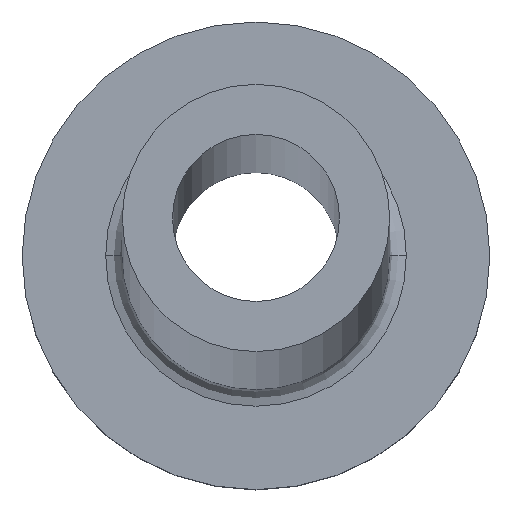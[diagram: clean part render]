
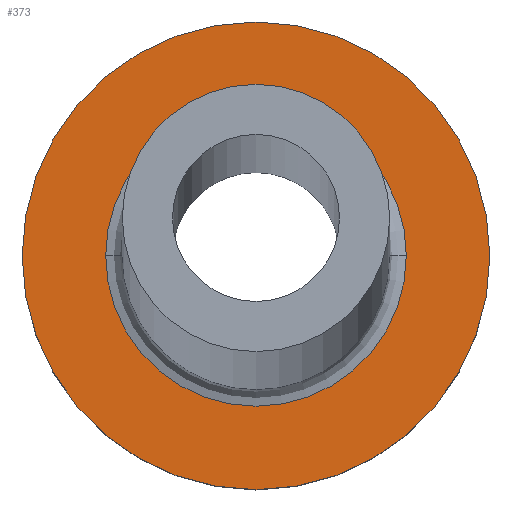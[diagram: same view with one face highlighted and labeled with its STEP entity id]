
A CAD part, top view. The second image highlights one B-rep face of the part: STEP entity #373.
In plain terms, the highlighted planar face has unit normal (0, 0, 1).
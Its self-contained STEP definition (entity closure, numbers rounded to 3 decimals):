
#1 = AXIS2_PLACEMENT_3D ( 'NONE', #103, #326, #49 ) ;
#15 = PLANE ( 'NONE',  #38 ) ;
#21 = VERTEX_POINT ( 'NONE', #263 ) ;
#38 = AXIS2_PLACEMENT_3D ( 'NONE', #247, #303, #364 ) ;
#49 = DIRECTION ( 'NONE',  ( 1., 0., 0. ) ) ;
#81 = ORIENTED_EDGE ( 'NONE', *, *, #201, .T. ) ;
#92 = EDGE_LOOP ( 'NONE', ( #81, #333 ) ) ;
#98 = EDGE_CURVE ( 'NONE', #344, #245, #179, .T. ) ;
#103 = CARTESIAN_POINT ( 'NONE',  ( 0., 0., 5. ) ) ;
#105 = FACE_BOUND ( 'NONE', #126, .T. ) ;
#121 = CIRCLE ( 'NONE', #1, 4.5 ) ;
#126 = EDGE_LOOP ( 'NONE', ( #295, #154 ) ) ;
#130 = CARTESIAN_POINT ( 'NONE',  ( -7., 0., 5. ) ) ;
#135 = CARTESIAN_POINT ( 'NONE',  ( 0., 0., 5. ) ) ;
#137 = DIRECTION ( 'NONE',  ( 1., 0., 0. ) ) ;
#154 = ORIENTED_EDGE ( 'NONE', *, *, #369, .T. ) ;
#155 = DIRECTION ( 'NONE',  ( 1., 0., 0. ) ) ;
#157 = CARTESIAN_POINT ( 'NONE',  ( 0., 0., 5. ) ) ;
#163 = DIRECTION ( 'NONE',  ( 0., 0., 1. ) ) ;
#179 = CIRCLE ( 'NONE', #269, 4.5 ) ;
#199 = AXIS2_PLACEMENT_3D ( 'NONE', #135, #334, #273 ) ;
#201 = EDGE_CURVE ( 'NONE', #248, #21, #241, .T. ) ;
#208 = EDGE_CURVE ( 'NONE', #21, #248, #225, .T. ) ;
#225 = CIRCLE ( 'NONE', #356, 7. ) ;
#239 = DIRECTION ( 'NONE',  ( 0., 0., -1. ) ) ;
#241 = CIRCLE ( 'NONE', #199, 7. ) ;
#244 = CARTESIAN_POINT ( 'NONE',  ( 4.5, 0., 5. ) ) ;
#245 = VERTEX_POINT ( 'NONE', #308 ) ;
#247 = CARTESIAN_POINT ( 'NONE',  ( 0., 0., 5. ) ) ;
#248 = VERTEX_POINT ( 'NONE', #130 ) ;
#263 = CARTESIAN_POINT ( 'NONE',  ( 7., 0., 5. ) ) ;
#269 = AXIS2_PLACEMENT_3D ( 'NONE', #157, #239, #155 ) ;
#273 = DIRECTION ( 'NONE',  ( 1., 0., 0. ) ) ;
#277 = FACE_OUTER_BOUND ( 'NONE', #92, .T. ) ;
#295 = ORIENTED_EDGE ( 'NONE', *, *, #98, .T. ) ;
#303 = DIRECTION ( 'NONE',  ( 0., 0., 1. ) ) ;
#308 = CARTESIAN_POINT ( 'NONE',  ( -4.5, 0., 5. ) ) ;
#326 = DIRECTION ( 'NONE',  ( 0., 0., -1. ) ) ;
#333 = ORIENTED_EDGE ( 'NONE', *, *, #208, .T. ) ;
#334 = DIRECTION ( 'NONE',  ( 0., 0., 1. ) ) ;
#344 = VERTEX_POINT ( 'NONE', #244 ) ;
#356 = AXIS2_PLACEMENT_3D ( 'NONE', #368, #163, #137 ) ;
#364 = DIRECTION ( 'NONE',  ( 1., 0., 0. ) ) ;
#368 = CARTESIAN_POINT ( 'NONE',  ( 0., 0., 5. ) ) ;
#369 = EDGE_CURVE ( 'NONE', #245, #344, #121, .T. ) ;
#373 = ADVANCED_FACE ( 'NONE', ( #105, #277 ), #15, .T. ) ;
